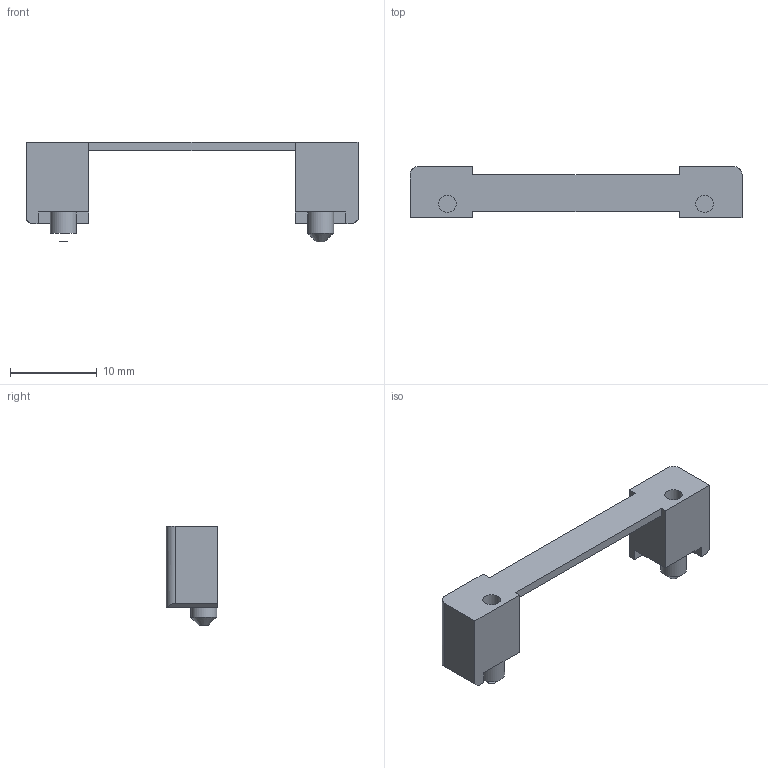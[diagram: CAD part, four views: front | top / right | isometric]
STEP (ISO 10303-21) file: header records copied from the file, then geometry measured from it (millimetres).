
FILE_DESCRIPTION(/* description */ (''),/* implementation_level */ '2;1');
FILE_NAME(/* name */ 'omhv732_softmount_front_top_v5.step',/* time_stamp */ '2023-01-15T12:01:09-08:00',/* author */ (''),/* organization */ (''),/* preprocessor_version */ 'ST-DEVELOPER v19.2',/* originating_system */ 'Autodesk Translation Framework v11.17.0.187',/* authorisation */ '');
FILE_SCHEMA (('AUTOMOTIVE_DESIGN { 1 0 10303 214 3 1 1 }'));
Length unit declared in the file: millimetre
Products named in the file (1): omhv732_softmount_front_top
Bounding box: 38.22 x 5.91 x 11.5 mm (x, y, z)
Volume: 809.3 mm3; surface area: 1043.8 mm2
Topology: 1 solids, 1 shells, 34 faces, 82 edges, 54 vertices
Faces by surface type: plane 26, cylinder 6, cone 2
Full cylindrical faces by diameter (mm): 2 x2, 3 x2
Entity records: 1026 total; most frequent: CARTESIAN_POINT 171, DIRECTION 168, ORIENTED_EDGE 164, EDGE_CURVE 82, LINE 66, VECTOR 66, VERTEX_POINT 54, AXIS2_PLACEMENT_3D 51
